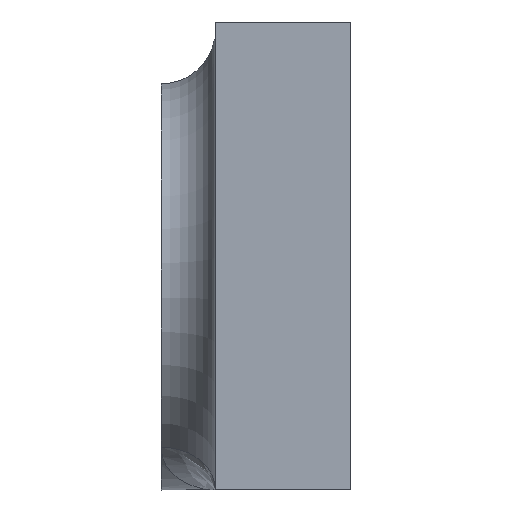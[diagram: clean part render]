
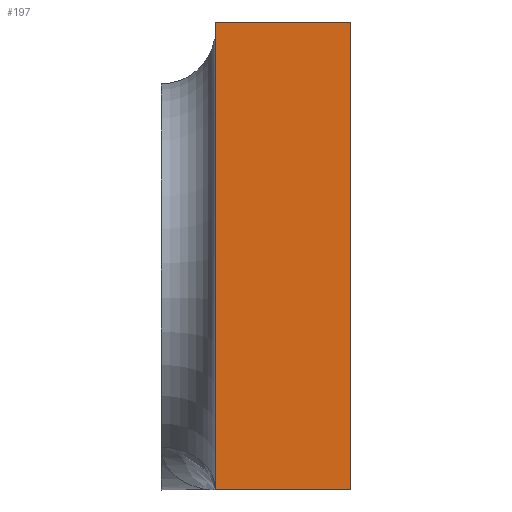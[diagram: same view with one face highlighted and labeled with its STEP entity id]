
A CAD part, front view. The second image highlights one B-rep face of the part: STEP entity #197.
In plain terms, the highlighted planar face has unit normal (0, -1, 0).
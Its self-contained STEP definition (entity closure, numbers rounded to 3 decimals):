
#35=FACE_OUTER_BOUND('',#49,.T.);
#49=EDGE_LOOP('',(#175,#176,#177,#178));
#59=LINE('',#291,#75);
#64=LINE('',#300,#80);
#69=LINE('',#309,#85);
#71=LINE('',#315,#87);
#75=VECTOR('',#237,10.);
#80=VECTOR('',#244,1.);
#85=VECTOR('',#251,1.);
#87=VECTOR('',#259,1.);
#92=VERTEX_POINT('',#288);
#93=VERTEX_POINT('',#290);
#96=VERTEX_POINT('',#298);
#99=VERTEX_POINT('',#307);
#107=EDGE_CURVE('',#92,#93,#59,.T.);
#112=EDGE_CURVE('',#96,#92,#64,.T.);
#117=EDGE_CURVE('',#99,#96,#69,.T.);
#120=EDGE_CURVE('',#99,#93,#71,.T.);
#175=ORIENTED_EDGE('',*,*,#112,.F.);
#176=ORIENTED_EDGE('',*,*,#117,.F.);
#177=ORIENTED_EDGE('',*,*,#120,.T.);
#178=ORIENTED_EDGE('',*,*,#107,.F.);
#185=PLANE('',#228);
#197=ADVANCED_FACE('',(#35),#185,.T.);
#228=AXIS2_PLACEMENT_3D('',#425,#279,#280);
#237=DIRECTION('',(0.,0.,1.));
#244=DIRECTION('',(-1.,0.,0.));
#251=DIRECTION('',(0.,0.,-1.));
#259=DIRECTION('',(-1.,0.,0.));
#279=DIRECTION('center_axis',(0.,-1.,0.));
#280=DIRECTION('ref_axis',(0.,0.,1.));
#288=CARTESIAN_POINT('',(-6.,-401.1,-2.5));
#290=CARTESIAN_POINT('',(-6.,-401.1,4.4));
#291=CARTESIAN_POINT('',(-6.,-401.1,-1.25));
#298=CARTESIAN_POINT('',(-4.,-401.1,-2.5));
#300=CARTESIAN_POINT('',(-5.75,-401.1,-2.5));
#307=CARTESIAN_POINT('',(-4.,-401.1,4.4));
#309=CARTESIAN_POINT('',(-4.,-401.1,0.95));
#315=CARTESIAN_POINT('',(-5.75,-401.1,4.4));
#425=CARTESIAN_POINT('Origin',(-5.,-401.1,-2.5));
